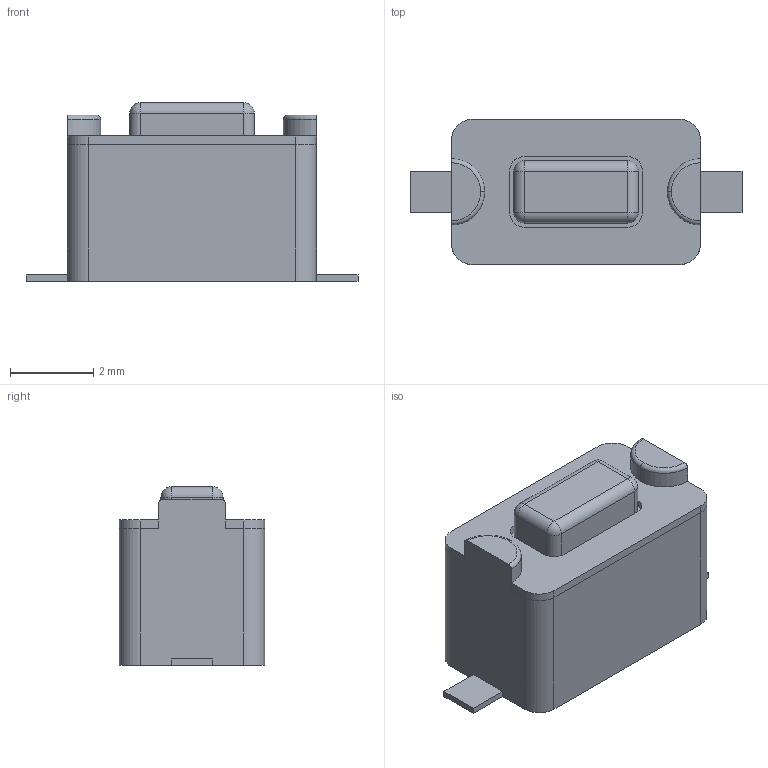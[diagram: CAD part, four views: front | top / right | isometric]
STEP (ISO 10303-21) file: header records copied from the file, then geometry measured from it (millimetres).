
FILE_DESCRIPTION(('FreeCAD Model'),'2;1');
FILE_NAME('Fusion.step','2017-03-11T14:12:05',( 'Author'),(''),'Open CASCADE STEP processor 6.8','FreeCAD','Unknown' );
FILE_SCHEMA(('AUTOMOTIVE_DESIGN_CC2 { 1 2 10303 214 -1 1 5 4 }'));
Length unit declared in the file: millimetre
Products named in the file (2): ASSEMBLY; Fusion
Assembly tree (1 placements, depth 2):
  ASSEMBLY
    Fusion
Bounding box: 8 x 3.5 x 4.3 mm (x, y, z)
Volume: 76 mm3; surface area: 124.8 mm2
Topology: 1 solids, 1 shells, 71 faces, 180 edges, 110 vertices
Faces by surface type: plane 39, cylinder 24, torus 4, sphere 4
Entity records: 7469 total; most frequent: CARTESIAN_POINT 3519, DIRECTION 608, ORIENTED_EDGE 352, PCURVE 352, DEFINITIONAL_REPRESENTATION 352, LINE 326, VECTOR 326, EDGE_CURVE 176
